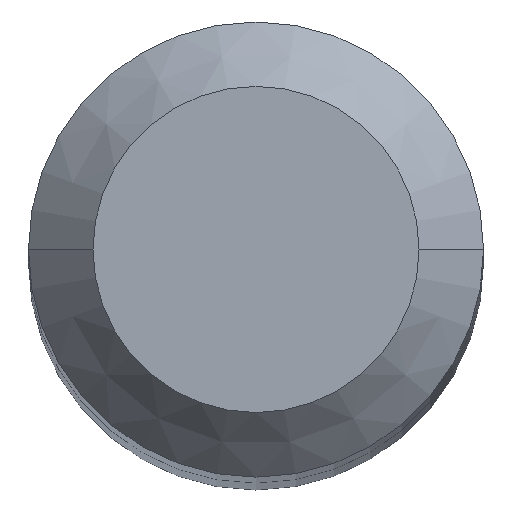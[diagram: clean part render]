
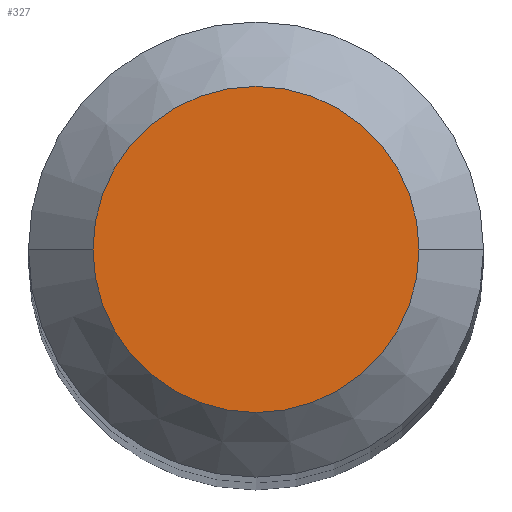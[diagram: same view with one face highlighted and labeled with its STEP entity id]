
A CAD part, top view. The second image highlights one B-rep face of the part: STEP entity #327.
In plain terms, the highlighted planar face has unit normal (0, 0, 1).
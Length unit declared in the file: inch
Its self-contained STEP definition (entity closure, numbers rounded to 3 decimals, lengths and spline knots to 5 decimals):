
#1 = PLANE ( 'NONE',  #146 ) ;
#11 = AXIS2_PLACEMENT_3D ( 'NONE', #174, #295, #140 ) ;
#33 = CIRCLE ( 'NONE', #11, 0.079 ) ;
#71 = ORIENTED_EDGE ( 'NONE', *, *, #159, .T. ) ;
#113 = DIRECTION ( 'NONE',  ( 0., 0., 1. ) ) ;
#117 = CARTESIAN_POINT ( 'NONE',  ( 0.079, 0., 0. ) ) ;
#140 = DIRECTION ( 'NONE',  ( 1., 0., 0. ) ) ;
#146 = AXIS2_PLACEMENT_3D ( 'NONE', #389, #217, #218 ) ;
#155 = FACE_OUTER_BOUND ( 'NONE', #236, .T. ) ;
#159 = EDGE_CURVE ( 'NONE', #191, #316, #246, .T. ) ;
#174 = CARTESIAN_POINT ( 'NONE',  ( 0., 0., 0. ) ) ;
#191 = VERTEX_POINT ( 'NONE', #276 ) ;
#217 = DIRECTION ( 'NONE',  ( 0., 0., -1. ) ) ;
#218 = DIRECTION ( 'NONE',  ( -1., 0., 0. ) ) ;
#236 = EDGE_LOOP ( 'NONE', ( #71, #332 ) ) ;
#238 = DIRECTION ( 'NONE',  ( 1., 0., 0. ) ) ;
#246 = CIRCLE ( 'NONE', #272, 0.079 ) ;
#272 = AXIS2_PLACEMENT_3D ( 'NONE', #353, #113, #238 ) ;
#276 = CARTESIAN_POINT ( 'NONE',  ( -0.079, 0., 0. ) ) ;
#288 = EDGE_CURVE ( 'NONE', #316, #191, #33, .T. ) ;
#295 = DIRECTION ( 'NONE',  ( 0., 0., 1. ) ) ;
#316 = VERTEX_POINT ( 'NONE', #117 ) ;
#327 = ADVANCED_FACE ( 'NONE', ( #155 ), #1, .F. ) ;
#332 = ORIENTED_EDGE ( 'NONE', *, *, #288, .T. ) ;
#353 = CARTESIAN_POINT ( 'NONE',  ( 0., 0., 0. ) ) ;
#389 = CARTESIAN_POINT ( 'NONE',  ( 0., 0., 0. ) ) ;
